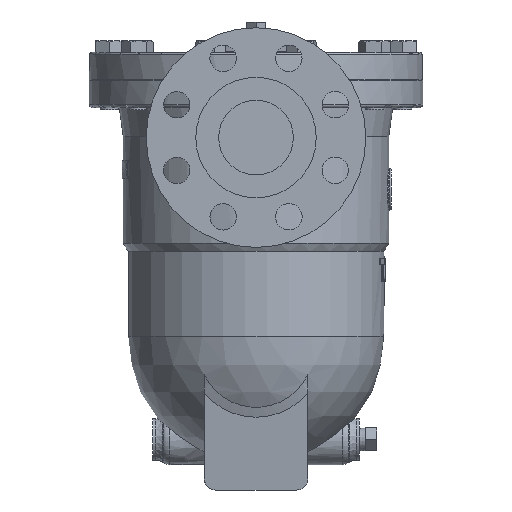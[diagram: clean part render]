
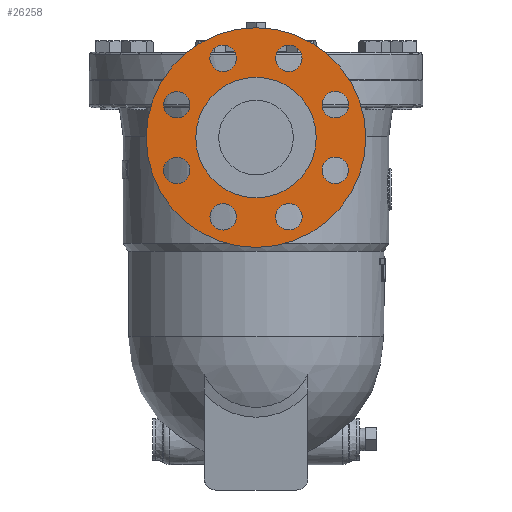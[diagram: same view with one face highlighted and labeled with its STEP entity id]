
A CAD part, left-side view. The second image highlights one B-rep face of the part: STEP entity #26258.
In plain terms, the highlighted planar face has unit normal (-1, 0, 0).
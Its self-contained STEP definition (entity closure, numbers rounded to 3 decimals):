
#25251=CARTESIAN_POINT('',(-192.4,-77.053,-13.32));
#25252=VERTEX_POINT('',#25251);
#25253=CARTESIAN_POINT('',(-192.4,-68.921,-21.452));
#25254=DIRECTION('',(1.,0.,0.));
#25255=DIRECTION('',(0.,-0.707,0.707));
#25256=AXIS2_PLACEMENT_3D('',#25253,#25254,#25255);
#25257=CIRCLE('',#25256,11.5);
#25258=EDGE_CURVE('',#25252,#25252,#25257,.T.);
#25300=CARTESIAN_POINT('',(-192.4,-80.421,-78.548));
#25301=VERTEX_POINT('',#25300);
#25302=CARTESIAN_POINT('',(-192.4,-68.921,-78.548));
#25303=DIRECTION('',(1.0,0.0,0.0));
#25304=DIRECTION('',(0.0,-1.0,0.0));
#25305=AXIS2_PLACEMENT_3D('',#25302,#25303,#25304);
#25306=CIRCLE('',#25305,11.5);
#25307=EDGE_CURVE('',#25301,#25301,#25306,.T.);
#25349=CARTESIAN_POINT('',(-192.4,-36.68,-127.053));
#25350=VERTEX_POINT('',#25349);
#25351=CARTESIAN_POINT('',(-192.4,-28.548,-118.921));
#25352=DIRECTION('',(1.0,0.,0.));
#25353=DIRECTION('',(0.,-0.707,-0.707));
#25354=AXIS2_PLACEMENT_3D('',#25351,#25352,#25353);
#25355=CIRCLE('',#25354,11.5);
#25356=EDGE_CURVE('',#25350,#25350,#25355,.T.);
#25398=CARTESIAN_POINT('',(-192.4,28.548,-130.421));
#25399=VERTEX_POINT('',#25398);
#25400=CARTESIAN_POINT('',(-192.4,28.548,-118.921));
#25401=DIRECTION('',(1.0,0.0,0.0));
#25402=DIRECTION('',(0.0,0.0,-1.0));
#25403=AXIS2_PLACEMENT_3D('',#25400,#25401,#25402);
#25404=CIRCLE('',#25403,11.5);
#25405=EDGE_CURVE('',#25399,#25399,#25404,.T.);
#25447=CARTESIAN_POINT('',(-192.4,77.053,-86.68));
#25448=VERTEX_POINT('',#25447);
#25449=CARTESIAN_POINT('',(-192.4,68.921,-78.548));
#25450=DIRECTION('',(1.0,0.,0.));
#25451=DIRECTION('',(0.,0.707,-0.707));
#25452=AXIS2_PLACEMENT_3D('',#25449,#25450,#25451);
#25453=CIRCLE('',#25452,11.5);
#25454=EDGE_CURVE('',#25448,#25448,#25453,.T.);
#25496=CARTESIAN_POINT('',(-192.4,80.421,-21.452));
#25497=VERTEX_POINT('',#25496);
#25498=CARTESIAN_POINT('',(-192.4,68.921,-21.452));
#25499=DIRECTION('',(1.0,0.0,0.0));
#25500=DIRECTION('',(0.0,1.0,0.0));
#25501=AXIS2_PLACEMENT_3D('',#25498,#25499,#25500);
#25502=CIRCLE('',#25501,11.5);
#25503=EDGE_CURVE('',#25497,#25497,#25502,.T.);
#25545=CARTESIAN_POINT('',(-192.4,36.68,27.053));
#25546=VERTEX_POINT('',#25545);
#25547=CARTESIAN_POINT('',(-192.4,28.548,18.921));
#25548=DIRECTION('',(1.0,0.,0.));
#25549=DIRECTION('',(0.,0.707,0.707));
#25550=AXIS2_PLACEMENT_3D('',#25547,#25548,#25549);
#25551=CIRCLE('',#25550,11.5);
#25552=EDGE_CURVE('',#25546,#25546,#25551,.T.);
#25594=CARTESIAN_POINT('',(-192.4,-28.548,30.421));
#25595=VERTEX_POINT('',#25594);
#25596=CARTESIAN_POINT('',(-192.4,-28.548,18.921));
#25597=DIRECTION('',(1.0,0.0,0.0));
#25598=DIRECTION('',(0.0,0.0,1.0));
#25599=AXIS2_PLACEMENT_3D('',#25596,#25597,#25598);
#25600=CIRCLE('',#25599,11.5);
#25601=EDGE_CURVE('',#25595,#25595,#25600,.T.);
#26207=CARTESIAN_POINT('',(-192.4,0.0,23.95));
#26208=DIRECTION('',(-1.0,0.0,0.0));
#26209=DIRECTION('',(0.0,0.0,1.0));
#26210=AXIS2_PLACEMENT_3D('',#26207,#26208,#26209);
#26211=PLANE('',#26210);
#26212=CARTESIAN_POINT('',(-192.4,0.0,45.5));
#26213=VERTEX_POINT('',#26212);
#26214=CARTESIAN_POINT('',(-192.4,0.0,-50.));
#26215=DIRECTION('',(-1.0,0.0,0.0));
#26216=DIRECTION('',(0.0,0.0,1.0));
#26217=AXIS2_PLACEMENT_3D('',#26214,#26215,#26216);
#26218=CIRCLE('',#26217,95.5);
#26219=EDGE_CURVE('',#26213,#26213,#26218,.T.);
#26220=ORIENTED_EDGE('',*,*,#26219,.T.);
#26221=EDGE_LOOP('',(#26220));
#26222=FACE_OUTER_BOUND('',#26221,.T.);
#26223=ORIENTED_EDGE('',*,*,#25258,.T.);
#26224=EDGE_LOOP('',(#26223));
#26225=FACE_BOUND('',#26224,.T.);
#26226=ORIENTED_EDGE('',*,*,#25307,.T.);
#26227=EDGE_LOOP('',(#26226));
#26228=FACE_BOUND('',#26227,.T.);
#26229=ORIENTED_EDGE('',*,*,#25356,.T.);
#26230=EDGE_LOOP('',(#26229));
#26231=FACE_BOUND('',#26230,.T.);
#26232=ORIENTED_EDGE('',*,*,#25405,.T.);
#26233=EDGE_LOOP('',(#26232));
#26234=FACE_BOUND('',#26233,.T.);
#26235=ORIENTED_EDGE('',*,*,#25454,.T.);
#26236=EDGE_LOOP('',(#26235));
#26237=FACE_BOUND('',#26236,.T.);
#26238=ORIENTED_EDGE('',*,*,#25503,.T.);
#26239=EDGE_LOOP('',(#26238));
#26240=FACE_BOUND('',#26239,.T.);
#26241=ORIENTED_EDGE('',*,*,#25552,.T.);
#26242=EDGE_LOOP('',(#26241));
#26243=FACE_BOUND('',#26242,.T.);
#26244=ORIENTED_EDGE('',*,*,#25601,.T.);
#26245=EDGE_LOOP('',(#26244));
#26246=FACE_BOUND('',#26245,.T.);
#26247=CARTESIAN_POINT('',(-192.4,0.0,2.4));
#26248=VERTEX_POINT('',#26247);
#26249=CARTESIAN_POINT('',(-192.4,0.0,-50.));
#26250=DIRECTION('',(-1.0,0.0,0.0));
#26251=DIRECTION('',(0.0,0.0,1.0));
#26252=AXIS2_PLACEMENT_3D('',#26249,#26250,#26251);
#26253=CIRCLE('',#26252,52.4);
#26254=EDGE_CURVE('',#26248,#26248,#26253,.T.);
#26255=ORIENTED_EDGE('',*,*,#26254,.F.);
#26256=EDGE_LOOP('',(#26255));
#26257=FACE_BOUND('',#26256,.T.);
#26258=ADVANCED_FACE('',(#26222,#26225,#26228,#26231,#26234,#26237,#26240,#26243,#26246,#26257),#26211,.T.);
